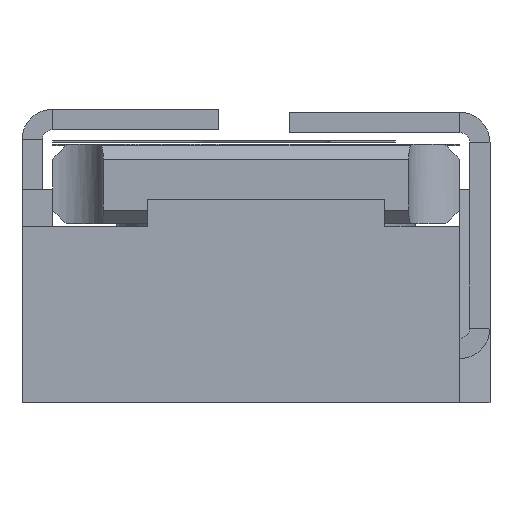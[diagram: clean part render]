
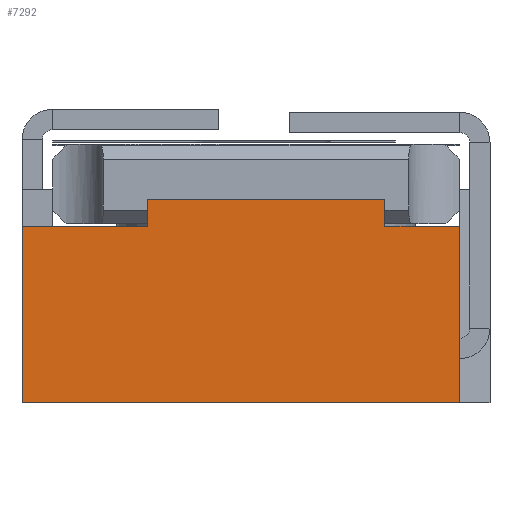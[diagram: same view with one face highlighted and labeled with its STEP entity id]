
A CAD part, left-side view. The second image highlights one B-rep face of the part: STEP entity #7292.
In plain terms, the highlighted planar face has unit normal (-1, 0, 0).
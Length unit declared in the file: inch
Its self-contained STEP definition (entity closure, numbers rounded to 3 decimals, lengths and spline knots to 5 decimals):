
#1155=DIRECTION('',(0.,1.,0.));
#1156=VECTOR('',#1155,0.129);
#1157=CARTESIAN_POINT('',(-0.065,-0.057,-0.012));
#1158=LINE('',#1157,#1156);
#2526=DIRECTION('',(0.,1.,0.));
#2527=VECTOR('',#2526,0.07);
#2528=CARTESIAN_POINT('',(-0.065,-0.035,0.048));
#2529=LINE('',#2528,#2527);
#2530=DIRECTION('',(0.,0.,-1.));
#2531=VECTOR('',#2530,0.008);
#2532=CARTESIAN_POINT('',(-0.065,-0.035,0.048));
#2533=LINE('',#2532,#2531);
#2534=DIRECTION('',(0.,1.,0.));
#2535=VECTOR('',#2534,0.022);
#2536=CARTESIAN_POINT('',(-0.065,-0.057,0.04));
#2537=LINE('',#2536,#2535);
#2538=DIRECTION('',(0.,0.,-1.));
#2539=VECTOR('',#2538,0.052);
#2540=CARTESIAN_POINT('',(-0.065,-0.057,0.04));
#2541=LINE('',#2540,#2539);
#2542=DIRECTION('',(0.,0.,1.));
#2543=VECTOR('',#2542,0.052);
#2544=CARTESIAN_POINT('',(-0.065,0.072,-0.012));
#2545=LINE('',#2544,#2543);
#2546=DIRECTION('',(0.,1.,0.));
#2547=VECTOR('',#2546,0.037);
#2548=CARTESIAN_POINT('',(-0.065,0.035,0.04));
#2549=LINE('',#2548,#2547);
#2550=DIRECTION('',(0.,0.,-1.));
#2551=VECTOR('',#2550,0.008);
#2552=CARTESIAN_POINT('',(-0.065,0.035,0.048));
#2553=LINE('',#2552,#2551);
#2852=CARTESIAN_POINT('',(-0.065,0.072,-0.012));
#2853=VERTEX_POINT('',#2852);
#2866=CARTESIAN_POINT('',(-0.065,-0.057,-0.012));
#2867=VERTEX_POINT('',#2866);
#2880=CARTESIAN_POINT('',(-0.065,-0.057,0.04));
#2881=CARTESIAN_POINT('',(-0.065,-0.035,0.04));
#2882=VERTEX_POINT('',#2880);
#2883=VERTEX_POINT('',#2881);
#2884=CARTESIAN_POINT('',(-0.065,0.035,0.04));
#2885=CARTESIAN_POINT('',(-0.065,0.072,0.04));
#2886=VERTEX_POINT('',#2884);
#2887=VERTEX_POINT('',#2885);
#2920=CARTESIAN_POINT('',(-0.065,-0.035,0.048));
#2921=CARTESIAN_POINT('',(-0.065,0.035,0.048));
#2922=VERTEX_POINT('',#2920);
#2923=VERTEX_POINT('',#2921);
#7277=CARTESIAN_POINT('',(-0.065,-0.066,0.));
#7278=DIRECTION('',(-1.,0.,0.));
#7279=DIRECTION('',(0.,1.,0.));
#7280=AXIS2_PLACEMENT_3D('',#7277,#7278,#7279);
#7281=PLANE('',#7280);
#7282=ORIENTED_EDGE('',*,*,#4605,.F.);
#7283=ORIENTED_EDGE('',*,*,#4637,.T.);
#7284=ORIENTED_EDGE('',*,*,#4995,.F.);
#7285=ORIENTED_EDGE('',*,*,#5215,.T.);
#7286=ORIENTED_EDGE('',*,*,#5244,.T.);
#7287=ORIENTED_EDGE('',*,*,#4953,.T.);
#7288=ORIENTED_EDGE('',*,*,#5000,.F.);
#7289=ORIENTED_EDGE('',*,*,#4588,.F.);
#7290=EDGE_LOOP('',(#7282,#7283,#7284,#7285,#7286,#7287,#7288,#7289));
#7291=FACE_OUTER_BOUND('',#7290,.F.);
#7292=ADVANCED_FACE('',(#7291),#7281,.T.);
#4588=EDGE_CURVE('',#2923,#2886,#2553,.T.);
#4605=EDGE_CURVE('',#2922,#2923,#2529,.T.);
#4637=EDGE_CURVE('',#2922,#2883,#2533,.T.);
#4953=EDGE_CURVE('',#2853,#2887,#2545,.T.);
#4995=EDGE_CURVE('',#2882,#2883,#2537,.T.);
#5000=EDGE_CURVE('',#2886,#2887,#2549,.T.);
#5215=EDGE_CURVE('',#2882,#2867,#2541,.T.);
#5244=EDGE_CURVE('',#2867,#2853,#1158,.T.);
